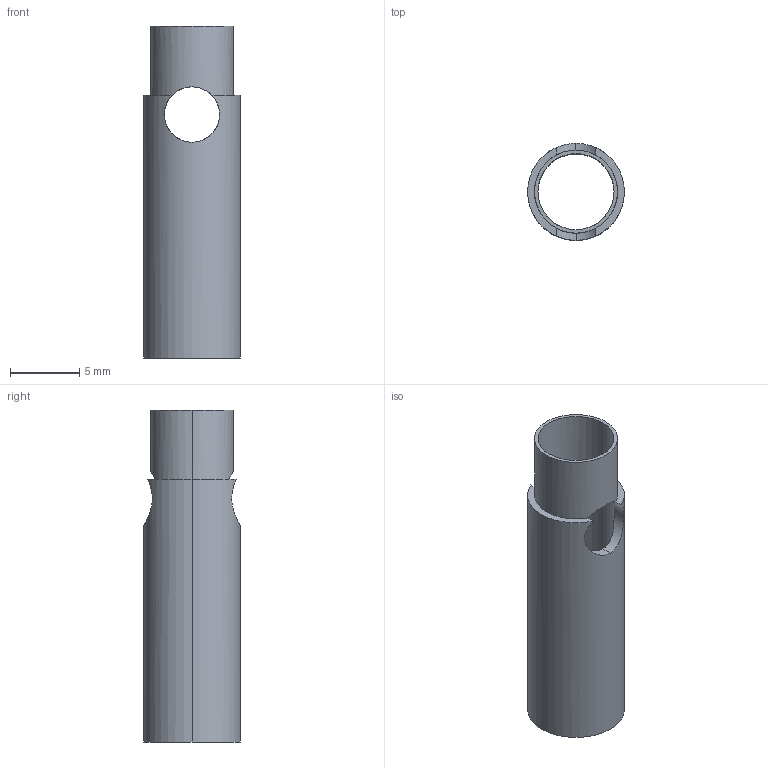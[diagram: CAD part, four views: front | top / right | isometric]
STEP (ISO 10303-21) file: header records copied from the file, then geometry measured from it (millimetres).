
FILE_DESCRIPTION (( 'STEP AP214' ), '1' );
FILE_NAME ('A260 Ðåçüáîâîé ñîåäèíèòåëü M7, ïàç 6.STEP', '2021-08-31T13:17:03', ( 'Windows User' ), ( '' ), 'SwSTEP 2.0', 'SolidWorks 2021', '' );
FILE_SCHEMA (( 'AUTOMOTIVE_DESIGN' ));
Length unit declared in the file: millimetre
Products named in the file (1): A260 Ðåçüáîâîé ñîåäèíèòåëü M7, ïàç 6
Bounding box: 7 x 7 x 24 mm (x, y, z)
Volume: 273.8 mm3; surface area: 925 mm2
Topology: 1 solids, 1 shells, 26 faces, 72 edges, 46 vertices
Faces by surface type: plane 16, cylinder 10
Entity records: 1098 total; most frequent: CARTESIAN_POINT 369, ORIENTED_EDGE 144, DIRECTION 136, EDGE_CURVE 72, AXIS2_PLACEMENT_3D 49, VERTEX_POINT 46, LINE 38, VECTOR 38
